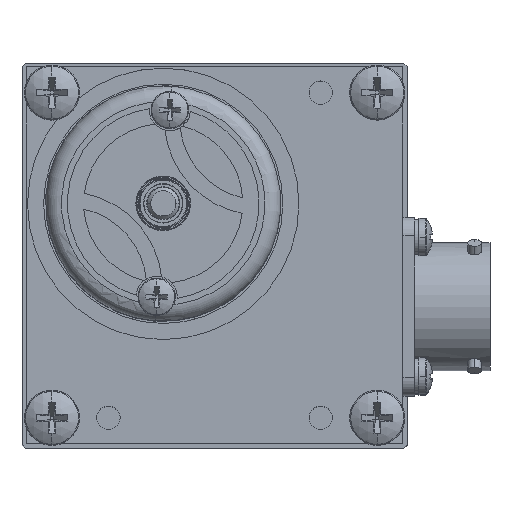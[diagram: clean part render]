
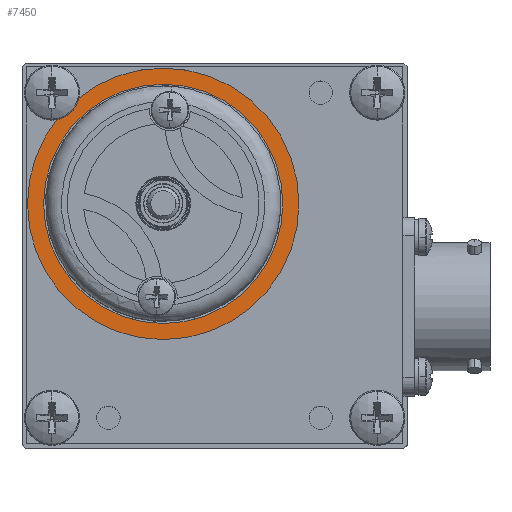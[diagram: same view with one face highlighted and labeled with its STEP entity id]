
A CAD part, top view. The second image highlights one B-rep face of the part: STEP entity #7450.
In plain terms, the highlighted planar face has unit normal (0, 0, 1).
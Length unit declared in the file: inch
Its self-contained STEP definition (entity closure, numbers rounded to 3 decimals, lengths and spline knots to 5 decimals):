
#1047 = EDGE_CURVE ( 'NONE', #9357, #9408, #13749, .T. ) ;
#1051 = EDGE_CURVE ( 'NONE', #9361, #9360, #13756, .T. ) ;
#4009 = EDGE_CURVE ( 'NONE', #9408, #9357, #19087, .T. ) ;
#4010 = EDGE_CURVE ( 'NONE', #9360, #9361, #19088, .T. ) ;
#5474 = AXIS2_PLACEMENT_3D ( 'NONE', #16238, #16239, #16240 ) ;
#5476 = AXIS2_PLACEMENT_3D ( 'NONE', #16248, #16249, #16250 ) ;
#5647 = AXIS2_PLACEMENT_3D ( 'NONE', #20244, #20245, #20246 ) ;
#5648 = AXIS2_PLACEMENT_3D ( 'NONE', #20247, #20248, #20249 ) ;
#7450 = ADVANCED_FACE ( 'NONE', ( #30371, #30375 ), #31250, .T. ) ;
#7556 = ORIENTED_EDGE ( 'NONE', *, *, #1047, .F. ) ;
#7557 = ORIENTED_EDGE ( 'NONE', *, *, #4009, .F. ) ;
#7558 = ORIENTED_EDGE ( 'NONE', *, *, #4010, .T. ) ;
#7559 = ORIENTED_EDGE ( 'NONE', *, *, #1051, .T. ) ;
#9357 = VERTEX_POINT ( 'NONE', #31935 ) ;
#9360 = VERTEX_POINT ( 'NONE', #31938 ) ;
#9361 = VERTEX_POINT ( 'NONE', #31939 ) ;
#9408 = VERTEX_POINT ( 'NONE', #31986 ) ;
#9796 = EDGE_LOOP ( 'NONE', ( #7558, #7559 ) ) ;
#9798 = EDGE_LOOP ( 'NONE', ( #7556, #7557 ) ) ;
#13749 = CIRCLE ( 'NONE', #5474, 0.699 ) ;
#13756 = CIRCLE ( 'NONE', #5476, 0.793 ) ;
#16238 = CARTESIAN_POINT ( 'NONE',  ( -0.3, 0.3, 3.981 ) ) ;
#16239 = DIRECTION ( 'NONE',  ( 0., 0., 1. ) ) ;
#16240 = DIRECTION ( 'NONE',  ( 1., 0., 0. ) ) ;
#16248 = CARTESIAN_POINT ( 'NONE',  ( -0.3, 0.3, 3.981 ) ) ;
#16249 = DIRECTION ( 'NONE',  ( 0., 0., 1. ) ) ;
#16250 = DIRECTION ( 'NONE',  ( 1., 0., 0. ) ) ;
#19087 = CIRCLE ( 'NONE', #5647, 0.699 ) ;
#19088 = CIRCLE ( 'NONE', #5648, 0.793 ) ;
#20244 = CARTESIAN_POINT ( 'NONE',  ( -0.3, 0.3, 3.981 ) ) ;
#20245 = DIRECTION ( 'NONE',  ( 0., 0., 1. ) ) ;
#20246 = DIRECTION ( 'NONE',  ( 1., 0., 0. ) ) ;
#20247 = CARTESIAN_POINT ( 'NONE',  ( -0.3, 0.3, 3.981 ) ) ;
#20248 = DIRECTION ( 'NONE',  ( 0., 0., 1. ) ) ;
#20249 = DIRECTION ( 'NONE',  ( 1., 0., 0. ) ) ;
#23761 = AXIS2_PLACEMENT_3D ( 'NONE', #31245, #31254, #31255 ) ;
#30371 = FACE_BOUND ( 'NONE', #9798, .T. ) ;
#30375 = FACE_OUTER_BOUND ( 'NONE', #9796, .T. ) ;
#31245 = CARTESIAN_POINT ( 'NONE',  ( -0.3, 0.3, 3.981 ) ) ;
#31250 = PLANE ( 'NONE',  #23761 ) ;
#31254 = DIRECTION ( 'NONE',  ( 0., 0., 1. ) ) ;
#31255 = DIRECTION ( 'NONE',  ( 1., 0., 0. ) ) ;
#31935 = CARTESIAN_POINT ( 'NONE',  ( 0.399, 0.3, 3.981 ) ) ;
#31938 = CARTESIAN_POINT ( 'NONE',  ( 0.493, 0.3, 3.981 ) ) ;
#31939 = CARTESIAN_POINT ( 'NONE',  ( -1.093, 0.3, 3.981 ) ) ;
#31986 = CARTESIAN_POINT ( 'NONE',  ( -0.999, 0.3, 3.981 ) ) ;
